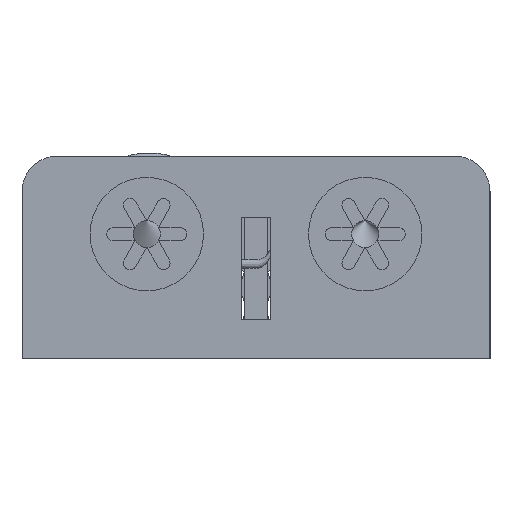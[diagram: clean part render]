
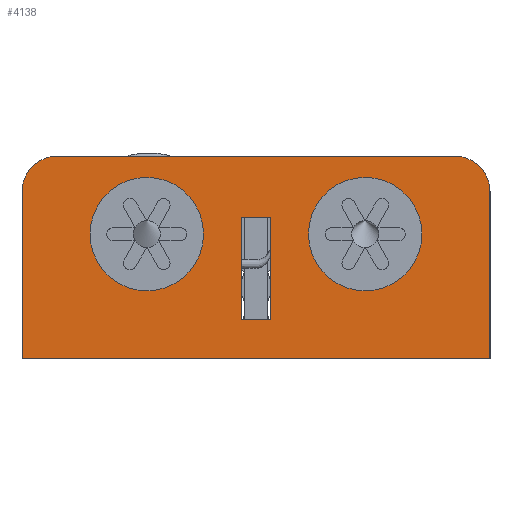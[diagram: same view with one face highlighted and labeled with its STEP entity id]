
A CAD part, left-side view. The second image highlights one B-rep face of the part: STEP entity #4138.
In plain terms, the highlighted planar face has unit normal (-1, 0, 0).
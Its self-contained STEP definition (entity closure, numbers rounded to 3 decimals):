
#2324 = VERTEX_POINT('',#2325);
#2325 = CARTESIAN_POINT('',(-29.5,-16.5,0.));
#2333 = EDGE_CURVE('',#2334,#2324,#2336,.T.);
#2334 = VERTEX_POINT('',#2335);
#2335 = CARTESIAN_POINT('',(-29.5,16.5,0.));
#2336 = LINE('',#2337,#2338);
#2337 = CARTESIAN_POINT('',(-29.5,16.5,0.));
#2338 = VECTOR('',#2339,1.);
#2339 = DIRECTION('',(0.,-1.,0.));
#2652 = VERTEX_POINT('',#2653);
#2653 = CARTESIAN_POINT('',(-29.5,-16.5,11.8));
#2659 = EDGE_CURVE('',#2324,#2652,#2660,.T.);
#2660 = LINE('',#2661,#2662);
#2661 = CARTESIAN_POINT('',(-29.5,-16.5,0.));
#2662 = VECTOR('',#2663,1.);
#2663 = DIRECTION('',(0.,0.,1.));
#2851 = EDGE_CURVE('',#2334,#2852,#2854,.T.);
#2852 = VERTEX_POINT('',#2853);
#2853 = CARTESIAN_POINT('',(-29.5,16.5,11.8));
#2854 = LINE('',#2855,#2856);
#2855 = CARTESIAN_POINT('',(-29.5,16.5,0.));
#2856 = VECTOR('',#2857,1.);
#2857 = DIRECTION('',(0.,0.,1.));
#3824 = VERTEX_POINT('',#3825);
#3825 = CARTESIAN_POINT('',(-29.5,1.05,2.75));
#3831 = EDGE_CURVE('',#3832,#3824,#3834,.T.);
#3832 = VERTEX_POINT('',#3833);
#3833 = CARTESIAN_POINT('',(-29.5,-1.05,2.75));
#3834 = LINE('',#3835,#3836);
#3835 = CARTESIAN_POINT('',(-29.5,7.725,2.75));
#3836 = VECTOR('',#3837,1.);
#3837 = DIRECTION('',(0.,1.,0.));
#3874 = VERTEX_POINT('',#3875);
#3875 = CARTESIAN_POINT('',(-29.5,-1.05,9.95));
#3881 = EDGE_CURVE('',#3882,#3874,#3884,.T.);
#3882 = VERTEX_POINT('',#3883);
#3883 = CARTESIAN_POINT('',(-29.5,1.05,9.95));
#3884 = LINE('',#3885,#3886);
#3885 = CARTESIAN_POINT('',(-29.5,8.775,9.95));
#3886 = VECTOR('',#3887,1.);
#3887 = DIRECTION('',(0.,-1.,0.));
#4138 = ADVANCED_FACE('',(#4139,#4168,#4184,#4195),#4206,.T.);
#4139 = FACE_BOUND('',#4140,.T.);
#4140 = EDGE_LOOP('',(#4141,#4150,#4158,#4165,#4166,#4167));
#4141 = ORIENTED_EDGE('',*,*,#4142,.F.);
#4142 = EDGE_CURVE('',#4143,#2652,#4145,.T.);
#4143 = VERTEX_POINT('',#4144);
#4144 = CARTESIAN_POINT('',(-29.5,-14.,14.3));
#4145 = CIRCLE('',#4146,2.5);
#4146 = AXIS2_PLACEMENT_3D('',#4147,#4148,#4149);
#4147 = CARTESIAN_POINT('',(-29.5,-14.,11.8));
#4148 = DIRECTION('',(1.,0.,0.));
#4149 = DIRECTION('',(0.,-0.707,0.707));
#4150 = ORIENTED_EDGE('',*,*,#4151,.F.);
#4151 = EDGE_CURVE('',#4152,#4143,#4154,.T.);
#4152 = VERTEX_POINT('',#4153);
#4153 = CARTESIAN_POINT('',(-29.5,14.,14.3));
#4154 = LINE('',#4155,#4156);
#4155 = CARTESIAN_POINT('',(-29.5,16.5,14.3));
#4156 = VECTOR('',#4157,1.);
#4157 = DIRECTION('',(0.,-1.,0.));
#4158 = ORIENTED_EDGE('',*,*,#4159,.F.);
#4159 = EDGE_CURVE('',#2852,#4152,#4160,.T.);
#4160 = CIRCLE('',#4161,2.5);
#4161 = AXIS2_PLACEMENT_3D('',#4162,#4163,#4164);
#4162 = CARTESIAN_POINT('',(-29.5,14.,11.8));
#4163 = DIRECTION('',(1.,0.,-0.));
#4164 = DIRECTION('',(0.,0.707,0.707));
#4165 = ORIENTED_EDGE('',*,*,#2851,.F.);
#4166 = ORIENTED_EDGE('',*,*,#2333,.T.);
#4167 = ORIENTED_EDGE('',*,*,#2659,.T.);
#4168 = FACE_BOUND('',#4169,.T.);
#4169 = EDGE_LOOP('',(#4170,#4176,#4177,#4183));
#4170 = ORIENTED_EDGE('',*,*,#4171,.T.);
#4171 = EDGE_CURVE('',#3874,#3832,#4172,.T.);
#4172 = LINE('',#4173,#4174);
#4173 = CARTESIAN_POINT('',(-29.5,-1.05,4.975));
#4174 = VECTOR('',#4175,1.);
#4175 = DIRECTION('',(0.,0.,-1.));
#4176 = ORIENTED_EDGE('',*,*,#3831,.T.);
#4177 = ORIENTED_EDGE('',*,*,#4178,.T.);
#4178 = EDGE_CURVE('',#3824,#3882,#4179,.T.);
#4179 = LINE('',#4180,#4181);
#4180 = CARTESIAN_POINT('',(-29.5,1.05,1.375));
#4181 = VECTOR('',#4182,1.);
#4182 = DIRECTION('',(0.,0.,1.));
#4183 = ORIENTED_EDGE('',*,*,#3881,.T.);
#4184 = FACE_BOUND('',#4185,.T.);
#4185 = EDGE_LOOP('',(#4186));
#4186 = ORIENTED_EDGE('',*,*,#4187,.T.);
#4187 = EDGE_CURVE('',#4188,#4188,#4190,.T.);
#4188 = VERTEX_POINT('',#4189);
#4189 = CARTESIAN_POINT('',(-29.5,-7.7,4.8));
#4190 = CIRCLE('',#4191,4.);
#4191 = AXIS2_PLACEMENT_3D('',#4192,#4193,#4194);
#4192 = CARTESIAN_POINT('',(-29.5,-7.7,8.8));
#4193 = DIRECTION('',(1.,0.,-0.));
#4194 = DIRECTION('',(0.,0.,1.));
#4195 = FACE_BOUND('',#4196,.T.);
#4196 = EDGE_LOOP('',(#4197));
#4197 = ORIENTED_EDGE('',*,*,#4198,.T.);
#4198 = EDGE_CURVE('',#4199,#4199,#4201,.T.);
#4199 = VERTEX_POINT('',#4200);
#4200 = CARTESIAN_POINT('',(-29.5,7.7,4.8));
#4201 = CIRCLE('',#4202,4.);
#4202 = AXIS2_PLACEMENT_3D('',#4203,#4204,#4205);
#4203 = CARTESIAN_POINT('',(-29.5,7.7,8.8));
#4204 = DIRECTION('',(1.,0.,-0.));
#4205 = DIRECTION('',(0.,0.,1.));
#4206 = PLANE('',#4207);
#4207 = AXIS2_PLACEMENT_3D('',#4208,#4209,#4210);
#4208 = CARTESIAN_POINT('',(-29.5,16.5,0.));
#4209 = DIRECTION('',(-1.,0.,0.));
#4210 = DIRECTION('',(0.,-1.,0.));
